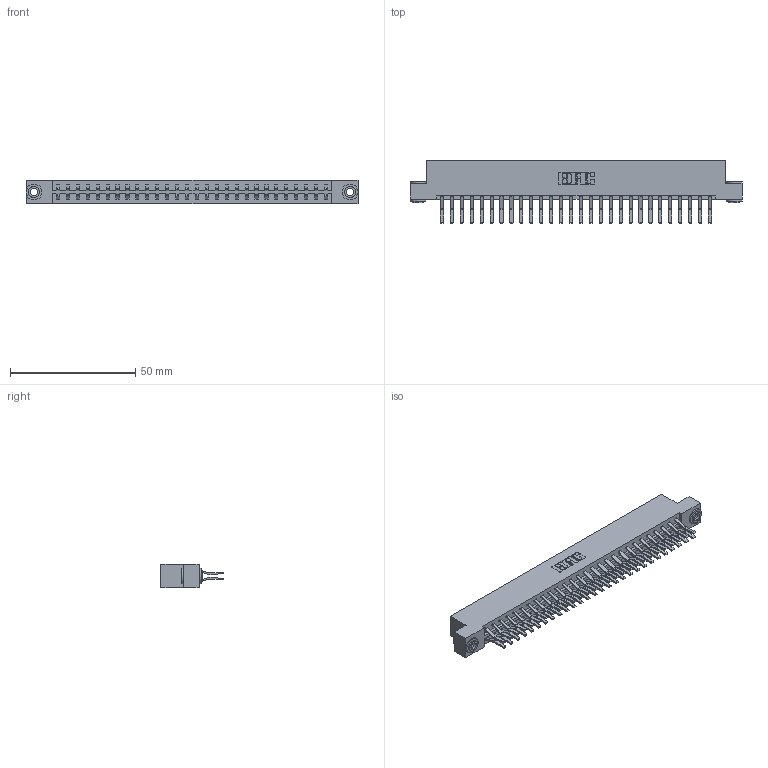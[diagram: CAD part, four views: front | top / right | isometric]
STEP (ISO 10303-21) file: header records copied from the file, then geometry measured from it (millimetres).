
FILE_DESCRIPTION (( 'STEP AP203' ), '1' );
FILE_NAME ('833-056-560-203.STEP', '2020-06-04T23:40:34', ( '' ), ( '' ), 'SwSTEP 2.0', 'SolidWorks 2020', '' );
FILE_SCHEMA (( 'CONFIG_CONTROL_DESIGN' ));
Length unit declared in the file: inch
Products named in the file (4): 345-292-001_560 Tail; 833 Part_Flush - .156 Dia - TH; 345-250-002_345-250-002-102; 833-056-560-203
Assembly tree (59 placements, depth 2):
  833-056-560-203
    833 Part_Flush - .156 Dia - TH
    345-292-001_560 Tail  x56
    345-250-002_345-250-002-102  x2
Bounding box: 132.49 x 24.78 x 9.4 mm (x, y, z)
Volume: 13781.6 mm3; surface area: 17410.9 mm2
Topology: 59 solids, 59 shells, 3176 faces, 9403 edges, 6190 vertices
Faces by surface type: plane 2096, cylinder 1072, cone 8
Entity records: 20562 total; most frequent: CARTESIAN_POINT 3401, ORIENTED_EDGE 3330, DIRECTION 2967, EDGE_CURVE 1665, LINE 1509, VECTOR 1509, VERTEX_POINT 1106, AXIS2_PLACEMENT_3D 729
